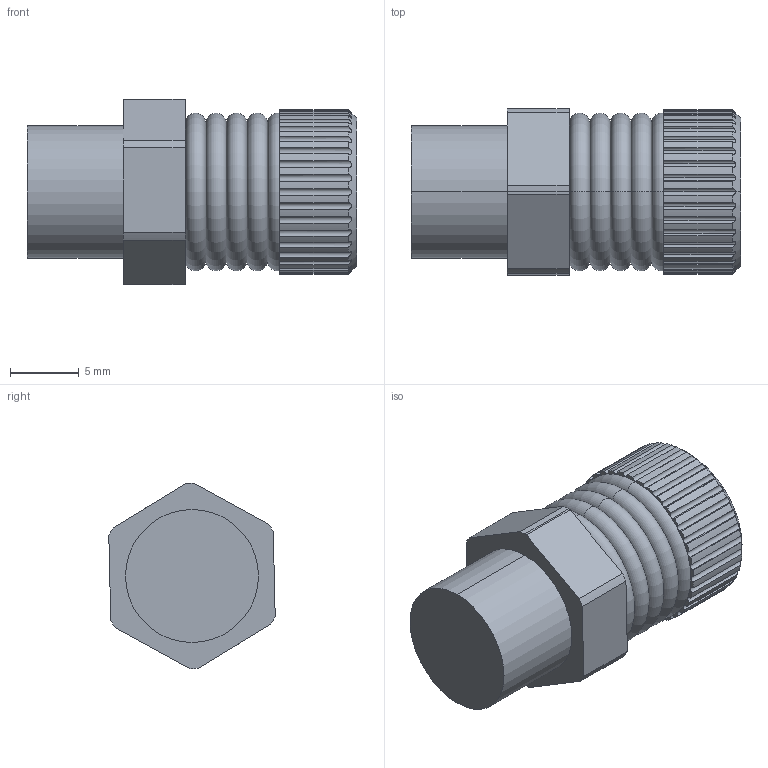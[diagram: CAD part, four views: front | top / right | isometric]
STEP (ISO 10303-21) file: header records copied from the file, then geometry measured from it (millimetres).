
FILE_DESCRIPTION (( 'STEP AP214' ), '1' );
FILE_NAME ('AZ-SVR2.STEP', '2020-03-31T06:33:36', ( '' ), ( '' ), 'SwSTEP 2.0', 'SolidWorks 2020', '' );
FILE_SCHEMA (( 'AUTOMOTIVE_DESIGN' ));
Length unit declared in the file: millimetre
Products named in the file (1): AZ-SVR2
Bounding box: 24 x 12.14 x 13.5 mm (x, y, z)
Volume: 2340.8 mm3; surface area: 1313.4 mm2
Topology: 1 solids, 1 shells, 124 faces, 345 edges, 227 vertices
Faces by surface type: cylinder 100, plane 12, torus 10, cone 2
Entity records: 4555 total; most frequent: CARTESIAN_POINT 1179, DIRECTION 712, ORIENTED_EDGE 690, EDGE_CURVE 345, AXIS2_PLACEMENT_3D 296, VERTEX_POINT 227, CIRCLE 171, EDGE_LOOP 128
